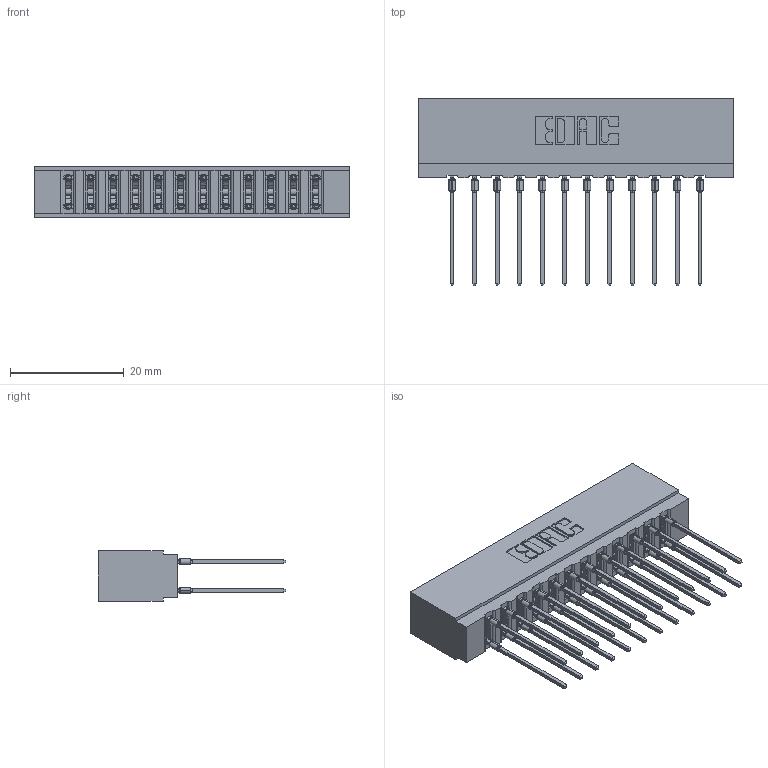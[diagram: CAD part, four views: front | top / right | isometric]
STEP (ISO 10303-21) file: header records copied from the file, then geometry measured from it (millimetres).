
FILE_DESCRIPTION (( 'STEP AP203' ), '1' );
FILE_NAME ('717-024-541-201.STEP', '2026-02-20T17:21:55', ( '' ), ( '' ), 'SwSTEP 2.0', 'SolidWorks 2023', '' );
FILE_SCHEMA (( 'CONFIG_CONTROL_DESIGN' ));
Length unit declared in the file: millimetre
Products named in the file (3): 717 Part_Insulator Option - 06; 745-292-001_541; 717-024-541-201
Assembly tree (25 placements, depth 2):
  717-024-541-201
    717 Part_Insulator Option - 06
    745-292-001_541  x24
Bounding box: 55.42 x 33.01 x 8.89 mm (x, y, z)
Volume: 5044 mm3; surface area: 7847.6 mm2
Topology: 25 solids, 25 shells, 2254 faces, 6059 edges, 3814 vertices
Faces by surface type: plane 1170, bspline 480, cylinder 460, torus 144
Entity records: 24625 total; most frequent: CARTESIAN_POINT 4785, ORIENTED_EDGE 4160, DIRECTION 3660, EDGE_CURVE 2080, VECTOR 1826, LINE 1826, VERTEX_POINT 1330, AXIS2_PLACEMENT_3D 917
